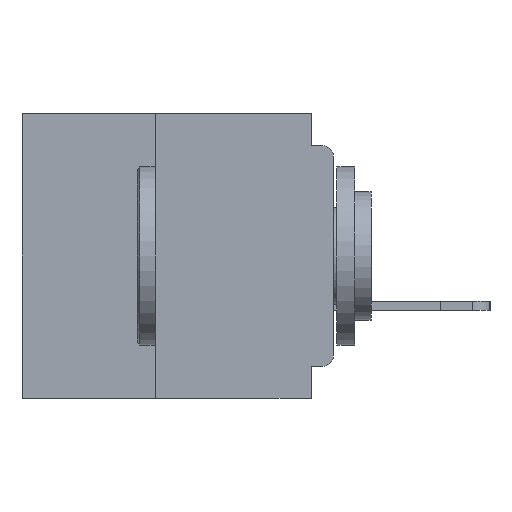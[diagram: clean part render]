
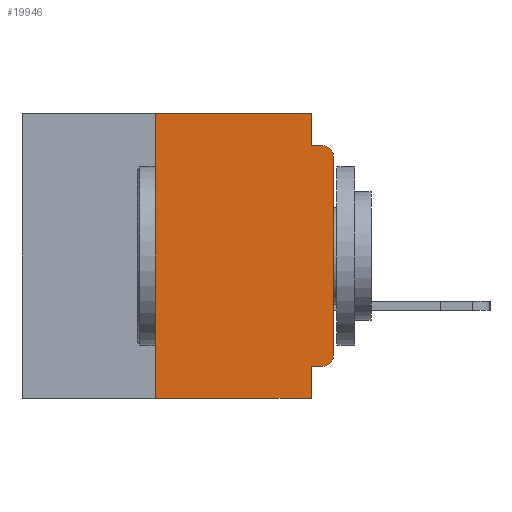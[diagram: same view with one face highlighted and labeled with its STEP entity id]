
A CAD part, left-side view. The second image highlights one B-rep face of the part: STEP entity #19946.
In plain terms, the highlighted planar face has unit normal (-1, 0, 0).
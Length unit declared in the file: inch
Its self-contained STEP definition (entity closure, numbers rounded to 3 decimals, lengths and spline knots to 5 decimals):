
#147 = DIRECTION ( 'NONE',  ( 0., 0., 1. ) ) ;
#902 = EDGE_CURVE ( 'NONE', #31978, #38610, #19972, .T. ) ;
#1040 = DIRECTION ( 'NONE',  ( 0., 1., 0. ) ) ;
#2644 = CARTESIAN_POINT ( 'NONE',  ( 0., 0.031, -0.4 ) ) ;
#2874 = CARTESIAN_POINT ( 'NONE',  ( 0., 0.031, -0.355 ) ) ;
#3148 = LINE ( 'NONE', #35815, #12486 ) ;
#3492 = LINE ( 'NONE', #35786, #33983 ) ;
#5028 = CARTESIAN_POINT ( 'NONE',  ( 0., 0., -0.355 ) ) ;
#5827 = CARTESIAN_POINT ( 'NONE',  ( 0., 0.031, -0.045 ) ) ;
#6226 = CARTESIAN_POINT ( 'NONE',  ( 0., 0.015, -0.34 ) ) ;
#6704 = ORIENTED_EDGE ( 'NONE', *, *, #14253, .F. ) ;
#6804 = DIRECTION ( 'NONE',  ( 1., 0., 0. ) ) ;
#7613 = VERTEX_POINT ( 'NONE', #2874 ) ;
#8580 = ORIENTED_EDGE ( 'NONE', *, *, #20766, .F. ) ;
#8820 = DIRECTION ( 'NONE',  ( 0., -1., 0. ) ) ;
#8917 = EDGE_CURVE ( 'NONE', #31978, #41503, #3492, .T. ) ;
#9557 = CIRCLE ( 'NONE', #30456, 0.015 ) ;
#9635 = VERTEX_POINT ( 'NONE', #46861 ) ;
#9738 = LINE ( 'NONE', #2644, #38972 ) ;
#10231 = DIRECTION ( 'NONE',  ( 0., 0., -1. ) ) ;
#10468 = ORIENTED_EDGE ( 'NONE', *, *, #19936, .F. ) ;
#10934 = VECTOR ( 'NONE', #1040, 39.37008 ) ;
#11155 = DIRECTION ( 'NONE',  ( 0., -1., 0. ) ) ;
#11165 = CARTESIAN_POINT ( 'NONE',  ( 0., 0.437, -0.4 ) ) ;
#12486 = VECTOR ( 'NONE', #19991, 39.37008 ) ;
#13434 = CARTESIAN_POINT ( 'NONE',  ( 0., 0.25, 0. ) ) ;
#13517 = ORIENTED_EDGE ( 'NONE', *, *, #902, .T. ) ;
#14055 = CARTESIAN_POINT ( 'NONE',  ( 0., 0., 0. ) ) ;
#14253 = EDGE_CURVE ( 'NONE', #9635, #40935, #3148, .T. ) ;
#14665 = CARTESIAN_POINT ( 'NONE',  ( 0., 0., -0.045 ) ) ;
#15003 = CIRCLE ( 'NONE', #16736, 0.015 ) ;
#15440 = LINE ( 'NONE', #24599, #35329 ) ;
#15545 = LINE ( 'NONE', #14665, #27337 ) ;
#16736 = AXIS2_PLACEMENT_3D ( 'NONE', #18341, #46169, #22313 ) ;
#17093 = CARTESIAN_POINT ( 'NONE',  ( 0., 0., -0.06 ) ) ;
#17568 = VECTOR ( 'NONE', #22183, 39.37008 ) ;
#18341 = CARTESIAN_POINT ( 'NONE',  ( 0., 0.015, -0.06 ) ) ;
#19936 = EDGE_CURVE ( 'NONE', #40935, #24553, #15545, .T. ) ;
#19946 = ADVANCED_FACE ( 'NONE', ( #46025 ), #30655, .F. ) ;
#19949 = CARTESIAN_POINT ( 'NONE',  ( 0., 0.015, -0.045 ) ) ;
#19972 = LINE ( 'NONE', #11165, #31833 ) ;
#19991 = DIRECTION ( 'NONE',  ( 0., 0., -1. ) ) ;
#20766 = EDGE_CURVE ( 'NONE', #41503, #9635, #15440, .T. ) ;
#22122 = ORIENTED_EDGE ( 'NONE', *, *, #28950, .T. ) ;
#22183 = DIRECTION ( 'NONE',  ( 0., 0., 1. ) ) ;
#22313 = DIRECTION ( 'NONE',  ( 0., 0., -1. ) ) ;
#24553 = VERTEX_POINT ( 'NONE', #19949 ) ;
#24599 = CARTESIAN_POINT ( 'NONE',  ( 0., 0.437, 0. ) ) ;
#25139 = VERTEX_POINT ( 'NONE', #51577 ) ;
#25904 = ORIENTED_EDGE ( 'NONE', *, *, #50296, .F. ) ;
#27337 = VECTOR ( 'NONE', #42446, 39.37008 ) ;
#28950 = EDGE_CURVE ( 'NONE', #29071, #25139, #9557, .T. ) ;
#29071 = VERTEX_POINT ( 'NONE', #50597 ) ;
#30456 = AXIS2_PLACEMENT_3D ( 'NONE', #6226, #34058, #10231 ) ;
#30655 = PLANE ( 'NONE',  #41849 ) ;
#31071 = CARTESIAN_POINT ( 'NONE',  ( 0., 0.031, -0.4 ) ) ;
#31833 = VECTOR ( 'NONE', #11155, 39.37008 ) ;
#31978 = VERTEX_POINT ( 'NONE', #43821 ) ;
#32108 = LINE ( 'NONE', #5028, #10934 ) ;
#33983 = VECTOR ( 'NONE', #147, 39.37008 ) ;
#34058 = DIRECTION ( 'NONE',  ( -1., 0., 0. ) ) ;
#34625 = DIRECTION ( 'NONE',  ( 0., 0., -1. ) ) ;
#35329 = VECTOR ( 'NONE', #8820, 39.37008 ) ;
#35786 = CARTESIAN_POINT ( 'NONE',  ( 0., 0.25, -0.4 ) ) ;
#35815 = CARTESIAN_POINT ( 'NONE',  ( 0., 0.031, 0. ) ) ;
#36582 = ORIENTED_EDGE ( 'NONE', *, *, #36924, .T. ) ;
#36924 = EDGE_CURVE ( 'NONE', #41455, #24553, #15003, .T. ) ;
#37404 = ORIENTED_EDGE ( 'NONE', *, *, #46623, .T. ) ;
#38473 = DIRECTION ( 'NONE',  ( 0., 0., -1. ) ) ;
#38610 = VERTEX_POINT ( 'NONE', #31071 ) ;
#38972 = VECTOR ( 'NONE', #38473, 39.37008 ) ;
#39697 = EDGE_LOOP ( 'NONE', ( #37404, #36582, #10468, #6704, #8580, #45256, #13517, #47119, #25904, #22122 ) ) ;
#40935 = VERTEX_POINT ( 'NONE', #5827 ) ;
#41455 = VERTEX_POINT ( 'NONE', #17093 ) ;
#41503 = VERTEX_POINT ( 'NONE', #13434 ) ;
#41849 = AXIS2_PLACEMENT_3D ( 'NONE', #50490, #6804, #34625 ) ;
#42446 = DIRECTION ( 'NONE',  ( 0., -1., 0. ) ) ;
#43821 = CARTESIAN_POINT ( 'NONE',  ( 0., 0.25, -0.4 ) ) ;
#45256 = ORIENTED_EDGE ( 'NONE', *, *, #8917, .F. ) ;
#46025 = FACE_OUTER_BOUND ( 'NONE', #39697, .T. ) ;
#46169 = DIRECTION ( 'NONE',  ( -1., 0., 0. ) ) ;
#46623 = EDGE_CURVE ( 'NONE', #25139, #41455, #49324, .T. ) ;
#46861 = CARTESIAN_POINT ( 'NONE',  ( 0., 0.031, 0. ) ) ;
#47119 = ORIENTED_EDGE ( 'NONE', *, *, #49907, .F. ) ;
#49324 = LINE ( 'NONE', #14055, #17568 ) ;
#49907 = EDGE_CURVE ( 'NONE', #7613, #38610, #9738, .T. ) ;
#50296 = EDGE_CURVE ( 'NONE', #29071, #7613, #32108, .T. ) ;
#50490 = CARTESIAN_POINT ( 'NONE',  ( 0., 0.437, 0. ) ) ;
#50597 = CARTESIAN_POINT ( 'NONE',  ( 0., 0.015, -0.355 ) ) ;
#51577 = CARTESIAN_POINT ( 'NONE',  ( 0., 0., -0.34 ) ) ;
